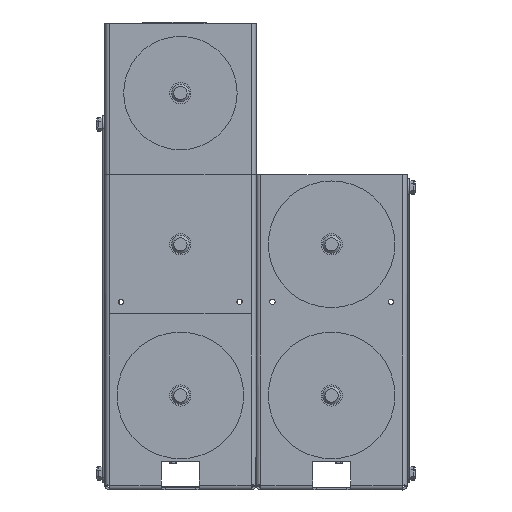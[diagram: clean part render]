
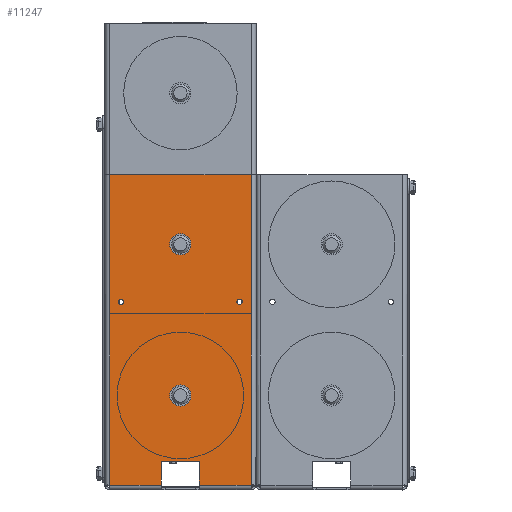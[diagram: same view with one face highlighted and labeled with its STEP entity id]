
A CAD part, front view. The second image highlights one B-rep face of the part: STEP entity #11247.
In plain terms, the highlighted planar face has unit normal (0, -1, 0).
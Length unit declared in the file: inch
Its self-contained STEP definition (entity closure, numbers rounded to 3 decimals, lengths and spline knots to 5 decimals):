
#497=FACE_BOUND('',#1786,.T.);
#498=FACE_BOUND('',#1787,.T.);
#499=FACE_BOUND('',#1788,.T.);
#500=FACE_BOUND('',#1789,.T.);
#714=PLANE('',#12319);
#1146=FACE_OUTER_BOUND('',#1785,.T.);
#1785=EDGE_LOOP('',(#8073,#8074,#8075,#8076,#8077,#8078,#8079,#8080,#8081,
#8082,#8083,#8084));
#1786=EDGE_LOOP('',(#8085));
#1787=EDGE_LOOP('',(#8086));
#1788=EDGE_LOOP('',(#8087));
#1789=EDGE_LOOP('',(#8088));
#2630=LINE('',#16630,#3685);
#2632=LINE('',#16636,#3687);
#2636=LINE('',#16646,#3691);
#2637=LINE('',#16648,#3692);
#2638=LINE('',#16650,#3693);
#2639=LINE('',#16652,#3694);
#2640=LINE('',#16654,#3695);
#2641=LINE('',#16656,#3696);
#2642=LINE('',#16658,#3697);
#2643=LINE('',#16660,#3698);
#2644=LINE('',#16662,#3699);
#2645=LINE('',#16663,#3700);
#3685=VECTOR('',#13611,0.3937);
#3687=VECTOR('',#13617,0.3937);
#3691=VECTOR('',#13625,0.3937);
#3692=VECTOR('',#13626,0.3937);
#3693=VECTOR('',#13627,0.3937);
#3694=VECTOR('',#13628,0.3937);
#3695=VECTOR('',#13629,0.3937);
#3696=VECTOR('',#13630,0.3937);
#3697=VECTOR('',#13631,0.3937);
#3698=VECTOR('',#13632,0.3937);
#3699=VECTOR('',#13633,0.3937);
#3700=VECTOR('',#13634,0.3937);
#4712=CIRCLE('',#12303,0.28);
#4714=CIRCLE('',#12306,0.28);
#4716=CIRCLE('',#12309,0.07);
#4718=CIRCLE('',#12312,0.07);
#5128=VERTEX_POINT('',#16602);
#5130=VERTEX_POINT('',#16608);
#5132=VERTEX_POINT('',#16614);
#5134=VERTEX_POINT('',#16620);
#5137=VERTEX_POINT('',#16627);
#5138=VERTEX_POINT('',#16629);
#5140=VERTEX_POINT('',#16635);
#5144=VERTEX_POINT('',#16645);
#5145=VERTEX_POINT('',#16647);
#5146=VERTEX_POINT('',#16649);
#5147=VERTEX_POINT('',#16651);
#5148=VERTEX_POINT('',#16653);
#5149=VERTEX_POINT('',#16655);
#5150=VERTEX_POINT('',#16657);
#5151=VERTEX_POINT('',#16659);
#5152=VERTEX_POINT('',#16661);
#6271=EDGE_CURVE('',#5128,#5128,#4712,.T.);
#6274=EDGE_CURVE('',#5130,#5130,#4714,.T.);
#6277=EDGE_CURVE('',#5132,#5132,#4716,.T.);
#6280=EDGE_CURVE('',#5134,#5134,#4718,.T.);
#6284=EDGE_CURVE('',#5137,#5138,#2630,.T.);
#6287=EDGE_CURVE('',#5140,#5138,#2632,.T.);
#6292=EDGE_CURVE('',#5144,#5137,#2636,.T.);
#6293=EDGE_CURVE('',#5145,#5144,#2637,.T.);
#6294=EDGE_CURVE('',#5146,#5145,#2638,.T.);
#6295=EDGE_CURVE('',#5147,#5146,#2639,.T.);
#6296=EDGE_CURVE('',#5147,#5148,#2640,.T.);
#6297=EDGE_CURVE('',#5148,#5149,#2641,.T.);
#6298=EDGE_CURVE('',#5149,#5150,#2642,.T.);
#6299=EDGE_CURVE('',#5150,#5151,#2643,.T.);
#6300=EDGE_CURVE('',#5151,#5152,#2644,.T.);
#6301=EDGE_CURVE('',#5152,#5140,#2645,.T.);
#8073=ORIENTED_EDGE('',*,*,#6284,.F.);
#8074=ORIENTED_EDGE('',*,*,#6292,.F.);
#8075=ORIENTED_EDGE('',*,*,#6293,.F.);
#8076=ORIENTED_EDGE('',*,*,#6294,.F.);
#8077=ORIENTED_EDGE('',*,*,#6295,.F.);
#8078=ORIENTED_EDGE('',*,*,#6296,.T.);
#8079=ORIENTED_EDGE('',*,*,#6297,.T.);
#8080=ORIENTED_EDGE('',*,*,#6298,.T.);
#8081=ORIENTED_EDGE('',*,*,#6299,.T.);
#8082=ORIENTED_EDGE('',*,*,#6300,.T.);
#8083=ORIENTED_EDGE('',*,*,#6301,.T.);
#8084=ORIENTED_EDGE('',*,*,#6287,.T.);
#8085=ORIENTED_EDGE('',*,*,#6271,.T.);
#8086=ORIENTED_EDGE('',*,*,#6274,.T.);
#8087=ORIENTED_EDGE('',*,*,#6277,.T.);
#8088=ORIENTED_EDGE('',*,*,#6280,.T.);
#11247=ADVANCED_FACE('',(#1146,#497,#498,#499,#500),#714,.T.);
#12303=AXIS2_PLACEMENT_3D('',#16603,#13581,#13582);
#12306=AXIS2_PLACEMENT_3D('',#16609,#13588,#13589);
#12309=AXIS2_PLACEMENT_3D('',#16615,#13595,#13596);
#12312=AXIS2_PLACEMENT_3D('',#16621,#13602,#13603);
#12319=AXIS2_PLACEMENT_3D('',#16644,#13623,#13624);
#13581=DIRECTION('center_axis',(0.,1.,0.));
#13582=DIRECTION('ref_axis',(-1.,0.,0.));
#13588=DIRECTION('center_axis',(0.,1.,0.));
#13589=DIRECTION('ref_axis',(-1.,0.,0.));
#13595=DIRECTION('center_axis',(0.,1.,0.));
#13596=DIRECTION('ref_axis',(-1.,0.,0.));
#13602=DIRECTION('center_axis',(0.,1.,0.));
#13603=DIRECTION('ref_axis',(-1.,0.,0.));
#13611=DIRECTION('',(0.,0.,-1.));
#13617=DIRECTION('',(1.,0.,0.));
#13623=DIRECTION('center_axis',(0.,-1.,0.));
#13624=DIRECTION('ref_axis',(0.,0.,-1.));
#13625=DIRECTION('',(1.,0.,0.));
#13626=DIRECTION('',(0.,0.,1.));
#13627=DIRECTION('',(-1.,0.,0.));
#13628=DIRECTION('',(0.,0.,-1.));
#13629=DIRECTION('',(-1.,0.,0.));
#13630=DIRECTION('',(0.,0.,1.));
#13631=DIRECTION('',(-1.,0.,0.));
#13632=DIRECTION('',(0.,0.,1.));
#13633=DIRECTION('',(1.,0.,0.));
#13634=DIRECTION('',(0.,0.,1.));
#16602=CARTESIAN_POINT('',(-2.22,-0.0635,0.));
#16603=CARTESIAN_POINT('Origin',(-2.5,-0.0635,
0.));
#16608=CARTESIAN_POINT('',(-6.22,-0.0635,0.));
#16609=CARTESIAN_POINT('Origin',(-6.5,-0.0635,
0.));
#16614=CARTESIAN_POINT('',(-4.91,-0.0635,-1.565));
#16615=CARTESIAN_POINT('Origin',(-4.98,-0.0635,-1.565));
#16620=CARTESIAN_POINT('',(-4.91,-0.0635,1.565));
#16621=CARTESIAN_POINT('Origin',(-4.98,-0.0635,1.565));
#16627=CARTESIAN_POINT('',(-0.127,-0.0635,1.873));
#16629=CARTESIAN_POINT('',(-0.127,-0.0635,0.505));
#16630=CARTESIAN_POINT('',(-0.127,-0.0635,0.));
#16635=CARTESIAN_POINT('',(-0.76,-0.0635,0.505));
#16636=CARTESIAN_POINT('',(0.,-0.0635,0.505));
#16644=CARTESIAN_POINT('Origin',(0.,-0.0635,0.));
#16645=CARTESIAN_POINT('',(-8.34,-0.0635,1.873));
#16646=CARTESIAN_POINT('',(-0.6063,-0.0635,1.873));
#16647=CARTESIAN_POINT('',(-8.34,-0.0635,-1.873));
#16648=CARTESIAN_POINT('',(-8.34,-0.0635,0.));
#16649=CARTESIAN_POINT('',(-0.127,-0.0635,-1.873));
#16650=CARTESIAN_POINT('',(-0.6063,-0.0635,-1.873));
#16651=CARTESIAN_POINT('',(-0.127,-0.0635,-0.505));
#16652=CARTESIAN_POINT('',(-0.127,-0.0635,0.));
#16653=CARTESIAN_POINT('',(-0.76,-0.0635,-0.505));
#16654=CARTESIAN_POINT('',(0.,-0.0635,-0.505));
#16655=CARTESIAN_POINT('',(-0.76,-0.0635,-0.475));
#16656=CARTESIAN_POINT('',(-0.76,-0.0635,-0.2275));
#16657=CARTESIAN_POINT('',(-0.7635,-0.0635,-0.475));
#16658=CARTESIAN_POINT('',(-0.38175,-0.0635,-0.475));
#16659=CARTESIAN_POINT('',(-0.7635,-0.0635,0.475));
#16660=CARTESIAN_POINT('',(-0.7635,-0.0635,0.2375));
#16661=CARTESIAN_POINT('',(-0.76,-0.0635,0.475));
#16662=CARTESIAN_POINT('',(-0.03175,-0.0635,0.475));
#16663=CARTESIAN_POINT('',(-0.76,-0.0635,0.2275));
